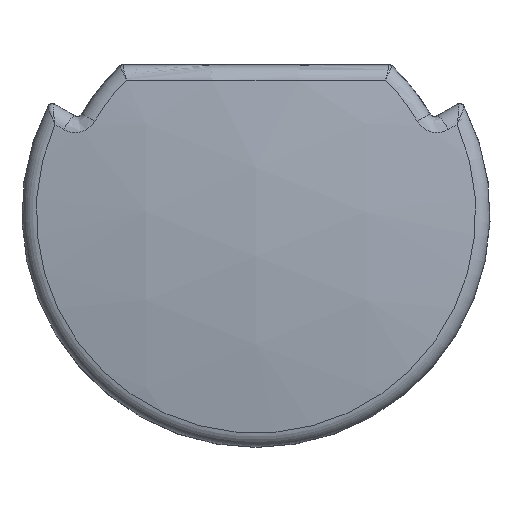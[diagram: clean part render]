
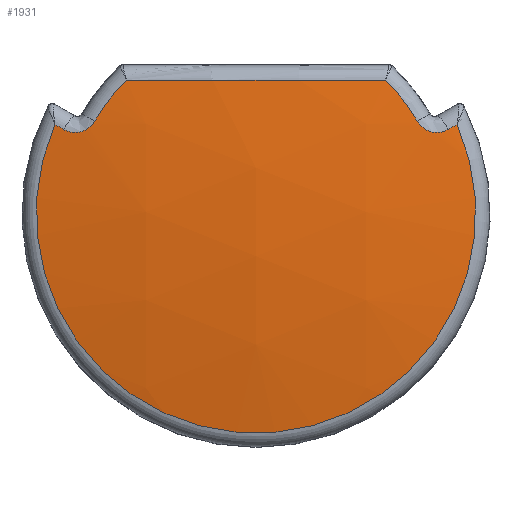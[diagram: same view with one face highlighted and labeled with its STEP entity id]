
A CAD part, top view. The second image highlights one B-rep face of the part: STEP entity #1931.
In plain terms, the highlighted spherical face has radius 74.5 mm.
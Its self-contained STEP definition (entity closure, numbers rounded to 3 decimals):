
#19 = VERTEX_POINT ( 'NONE', #4843 ) ;
#55 = EDGE_LOOP ( 'NONE', ( #2890, #5041, #3133, #5533, #6073, #6173, #6018, #5950 ) ) ;
#66 = VERTEX_POINT ( 'NONE', #2944 ) ;
#134 = DIRECTION ( 'NONE',  ( -0.5, -0.865, -0.035 ) ) ;
#194 = DIRECTION ( 'NONE',  ( 0., 0., 1. ) ) ;
#200 = CARTESIAN_POINT ( 'NONE',  ( -9.851, 5.217, 2.262 ) ) ;
#211 = VERTEX_POINT ( 'NONE', #3562 ) ;
#444 = DIRECTION ( 'NONE',  ( -1., 0., 0. ) ) ;
#595 = CARTESIAN_POINT ( 'NONE',  ( 10.824, 4.818, 2.152 ) ) ;
#639 = SPHERICAL_SURFACE ( 'NONE', #3286, 74.5 ) ;
#659 = FACE_OUTER_BOUND ( 'NONE', #55, .T. ) ;
#682 = AXIS2_PLACEMENT_3D ( 'NONE', #6471, #3423, #444 ) ;
#701 = CARTESIAN_POINT ( 'NONE',  ( -10.299, 4.919, 2.221 ) ) ;
#750 = B_SPLINE_CURVE_WITH_KNOTS ( 'NONE', 3,
 ( #4693, #5198, #200, #3700, #701, #4210, #1202, #4718, #1691, #5217, #2194, #5751 ),
 .UNSPECIFIED., .F., .F.,
 ( 4, 2, 2, 2, 2, 4 ),
 ( 0., 0.001, 0.001, 0.001, 0.002, 0.002 ),
 .UNSPECIFIED. ) ;
#765 = CARTESIAN_POINT ( 'NONE',  ( 7.74, 7.962, 2.268 ) ) ;
#772 = CARTESIAN_POINT ( 'NONE',  ( 11.346, 4.925, 2.066 ) ) ;
#781 = DIRECTION ( 'NONE',  ( 0., 0., 1. ) ) ;
#810 = B_SPLINE_CURVE_WITH_KNOTS ( 'NONE', 3,
 ( #3771, #772, #4280, #595, #4105, #1104, #4606, #1597, #5118, #2101, #5636, #2593, #6155, #3086 ),
 .UNSPECIFIED., .F., .F.,
 ( 4, 2, 2, 2, 2, 2, 4 ),
 ( 0., 0.001, 0.001, 0.001, 0.002, 0.002, 0.002 ),
 .UNSPECIFIED. ) ;
#869 = DIRECTION ( 'NONE',  ( 0.5, -0.865, -0.035 ) ) ;
#910 = AXIS2_PLACEMENT_3D ( 'NONE', #3103, #134, #3629 ) ;
#988 = DIRECTION ( 'NONE',  ( 0., -0.999, -0.035 ) ) ;
#1026 = CIRCLE ( 'NONE', #6061, 13.143 ) ;
#1043 = CIRCLE ( 'NONE', #910, 74.491 ) ;
#1058 = VERTEX_POINT ( 'NONE', #765 ) ;
#1104 = CARTESIAN_POINT ( 'NONE',  ( 10.384, 4.897, 2.21 ) ) ;
#1202 = CARTESIAN_POINT ( 'NONE',  ( -10.647, 4.837, 2.177 ) ) ;
#1354 = CARTESIAN_POINT ( 'NONE',  ( -9.639, 5.512, 2.268 ) ) ;
#1597 = CARTESIAN_POINT ( 'NONE',  ( 10.138, 5.008, 2.237 ) ) ;
#1659 = EDGE_CURVE ( 'NONE', #19, #66, #1043, .T. ) ;
#1691 = CARTESIAN_POINT ( 'NONE',  ( -10.912, 4.83, 2.138 ) ) ;
#1777 = CIRCLE ( 'NONE', #682, 11.104 ) ;
#1931 = ADVANCED_FACE ( 'NONE', ( #659 ), #639, .T. ) ;
#1968 = VERTEX_POINT ( 'NONE', #4753 ) ;
#2101 = CARTESIAN_POINT ( 'NONE',  ( 9.92, 5.164, 2.256 ) ) ;
#2194 = CARTESIAN_POINT ( 'NONE',  ( -11.346, 4.925, 2.066 ) ) ;
#2221 = AXIS2_PLACEMENT_3D ( 'NONE', #3165, #194, #3692 ) ;
#2296 = CIRCLE ( 'NONE', #2221, 11.104 ) ;
#2470 = AXIS2_PLACEMENT_3D ( 'NONE', #3857, #869, #4365 ) ;
#2593 = CARTESIAN_POINT ( 'NONE',  ( 9.736, 5.361, 2.266 ) ) ;
#2780 = EDGE_CURVE ( 'NONE', #1968, #1058, #1777, .T. ) ;
#2890 = ORIENTED_EDGE ( 'NONE', *, *, #3841, .T. ) ;
#2944 = CARTESIAN_POINT ( 'NONE',  ( -12.018, 5.319, 1.932 ) ) ;
#3080 = EDGE_CURVE ( 'NONE', #66, #211, #1026, .T. ) ;
#3086 = CARTESIAN_POINT ( 'NONE',  ( 9.639, 5.512, 2.268 ) ) ;
#3103 = CARTESIAN_POINT ( 'NONE',  ( 0.578, 1.001, -71.36 ) ) ;
#3133 = ORIENTED_EDGE ( 'NONE', *, *, #4461, .T. ) ;
#3165 = CARTESIAN_POINT ( 'NONE',  ( 0., 0., 2.268 ) ) ;
#3286 = AXIS2_PLACEMENT_3D ( 'NONE', #5746, #6255, #4226 ) ;
#3423 = DIRECTION ( 'NONE',  ( 0., 0., 1. ) ) ;
#3465 = CARTESIAN_POINT ( 'NONE',  ( 11.5, 5.015, 2.036 ) ) ;
#3484 = AXIS2_PLACEMENT_3D ( 'NONE', #3983, #988, #4489 ) ;
#3562 = CARTESIAN_POINT ( 'NONE',  ( 12.018, 5.319, 1.932 ) ) ;
#3629 = DIRECTION ( 'NONE',  ( 0.866, -0.5, 0. ) ) ;
#3692 = DIRECTION ( 'NONE',  ( -1., 0., 0. ) ) ;
#3700 = CARTESIAN_POINT ( 'NONE',  ( -10.134, 5., 2.238 ) ) ;
#3771 = CARTESIAN_POINT ( 'NONE',  ( 11.5, 5.015, 2.036 ) ) ;
#3779 = CARTESIAN_POINT ( 'NONE',  ( 0., 0., 1.932 ) ) ;
#3841 = EDGE_CURVE ( 'NONE', #5141, #1968, #810, .T. ) ;
#3857 = CARTESIAN_POINT ( 'NONE',  ( -0.578, 1.001, -71.36 ) ) ;
#3983 = CARTESIAN_POINT ( 'NONE',  ( 0., 10.521, -71.033 ) ) ;
#4105 = CARTESIAN_POINT ( 'NONE',  ( 10.642, 4.829, 2.178 ) ) ;
#4158 = CIRCLE ( 'NONE', #3484, 73.752 ) ;
#4210 = CARTESIAN_POINT ( 'NONE',  ( -10.557, 4.852, 2.188 ) ) ;
#4226 = DIRECTION ( 'NONE',  ( 0., -1., 0. ) ) ;
#4280 = CARTESIAN_POINT ( 'NONE',  ( 11.174, 4.866, 2.096 ) ) ;
#4289 = DIRECTION ( 'NONE',  ( -1., 0., 0. ) ) ;
#4365 = DIRECTION ( 'NONE',  ( 0.866, 0.5, 0. ) ) ;
#4461 = EDGE_CURVE ( 'NONE', #1058, #5515, #4158, .T. ) ;
#4489 = DIRECTION ( 'NONE',  ( 0., 0.035, -0.999 ) ) ;
#4594 = CIRCLE ( 'NONE', #2470, 74.491 ) ;
#4606 = CARTESIAN_POINT ( 'NONE',  ( 10.299, 4.929, 2.22 ) ) ;
#4693 = CARTESIAN_POINT ( 'NONE',  ( -9.639, 5.512, 2.268 ) ) ;
#4718 = CARTESIAN_POINT ( 'NONE',  ( -10.824, 4.827, 2.151 ) ) ;
#4753 = CARTESIAN_POINT ( 'NONE',  ( 9.639, 5.512, 2.268 ) ) ;
#4843 = CARTESIAN_POINT ( 'NONE',  ( -11.5, 5.015, 2.036 ) ) ;
#4857 = EDGE_CURVE ( 'NONE', #5697, #19, #750, .T. ) ;
#5041 = ORIENTED_EDGE ( 'NONE', *, *, #2780, .T. ) ;
#5118 = CARTESIAN_POINT ( 'NONE',  ( 10.063, 5.054, 2.244 ) ) ;
#5141 = VERTEX_POINT ( 'NONE', #3465 ) ;
#5198 = CARTESIAN_POINT ( 'NONE',  ( -9.729, 5.355, 2.268 ) ) ;
#5217 = CARTESIAN_POINT ( 'NONE',  ( -11.177, 4.867, 2.096 ) ) ;
#5515 = VERTEX_POINT ( 'NONE', #6500 ) ;
#5533 = ORIENTED_EDGE ( 'NONE', *, *, #6004, .T. ) ;
#5636 = CARTESIAN_POINT ( 'NONE',  ( 9.854, 5.226, 2.26 ) ) ;
#5681 = EDGE_CURVE ( 'NONE', #211, #5141, #4594, .T. ) ;
#5697 = VERTEX_POINT ( 'NONE', #1354 ) ;
#5746 = CARTESIAN_POINT ( 'NONE',  ( 0., 0., -71.4 ) ) ;
#5751 = CARTESIAN_POINT ( 'NONE',  ( -11.5, 5.015, 2.036 ) ) ;
#5950 = ORIENTED_EDGE ( 'NONE', *, *, #5681, .T. ) ;
#6004 = EDGE_CURVE ( 'NONE', #5515, #5697, #2296, .T. ) ;
#6018 = ORIENTED_EDGE ( 'NONE', *, *, #3080, .T. ) ;
#6061 = AXIS2_PLACEMENT_3D ( 'NONE', #3779, #781, #4289 ) ;
#6073 = ORIENTED_EDGE ( 'NONE', *, *, #4857, .T. ) ;
#6155 = CARTESIAN_POINT ( 'NONE',  ( 9.684, 5.434, 2.268 ) ) ;
#6173 = ORIENTED_EDGE ( 'NONE', *, *, #1659, .T. ) ;
#6255 = DIRECTION ( 'NONE',  ( 1., 0., 0. ) ) ;
#6471 = CARTESIAN_POINT ( 'NONE',  ( 0., 0., 2.268 ) ) ;
#6500 = CARTESIAN_POINT ( 'NONE',  ( -7.74, 7.962, 2.268 ) ) ;
